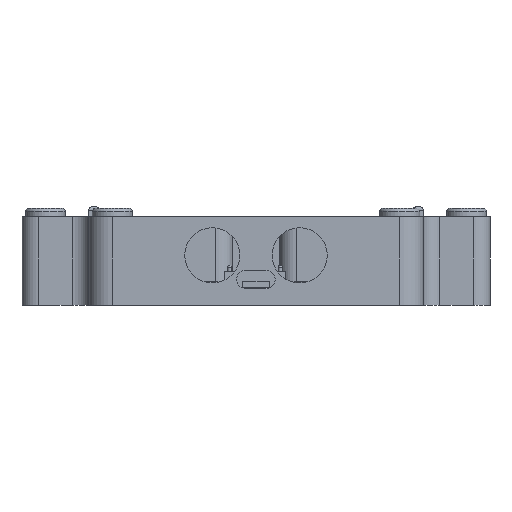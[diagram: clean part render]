
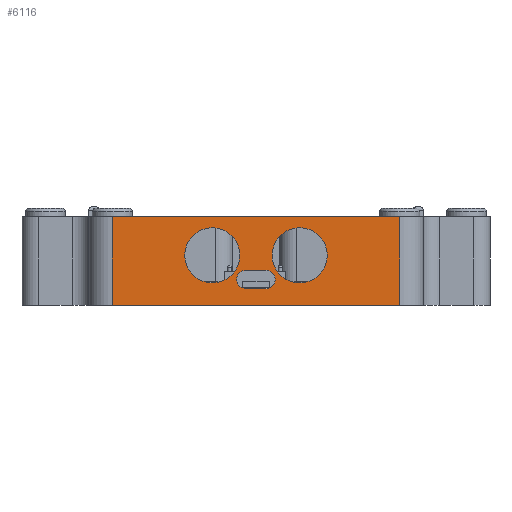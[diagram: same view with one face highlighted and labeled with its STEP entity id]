
A CAD part, left-side view. The second image highlights one B-rep face of the part: STEP entity #6116.
In plain terms, the highlighted planar face has unit normal (-1, 0, 0).
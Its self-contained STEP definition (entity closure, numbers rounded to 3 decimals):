
#140=FACE_BOUND('',#2348,.T.);
#141=FACE_BOUND('',#2349,.T.);
#142=FACE_BOUND('',#2350,.T.);
#335=PLANE('',#6731);
#414=LINE('',#8891,#986);
#471=LINE('',#9076,#1043);
#794=LINE('',#9993,#1366);
#864=LINE('',#10193,#1436);
#866=LINE('',#10201,#1438);
#895=LINE('',#10275,#1467);
#986=VECTOR('',#7074,10.);
#1043=VECTOR('',#7267,10.);
#1366=VECTOR('',#8146,10.);
#1436=VECTOR('',#8380,10.);
#1438=VECTOR('',#8390,10.);
#1467=VECTOR('',#8483,4.3);
#1909=FACE_OUTER_BOUND('',#2347,.T.);
#2347=EDGE_LOOP('',(#5627,#5628,#5629,#5630));
#2348=EDGE_LOOP('',(#5631));
#2349=EDGE_LOOP('',(#5632));
#2350=EDGE_LOOP('',(#5633,#5634,#5635,#5636));
#2641=CIRCLE('',#6694,2.75);
#2642=CIRCLE('',#6697,2.75);
#2644=CIRCLE('',#6701,8.25);
#2646=CIRCLE('',#6708,8.25);
#2770=VERTEX_POINT('',#8888);
#2771=VERTEX_POINT('',#8890);
#2830=VERTEX_POINT('',#9074);
#2831=VERTEX_POINT('',#9075);
#3190=VERTEX_POINT('',#10180);
#3193=VERTEX_POINT('',#10185);
#3195=VERTEX_POINT('',#10191);
#3197=VERTEX_POINT('',#10196);
#3198=VERTEX_POINT('',#10204);
#3204=VERTEX_POINT('',#10226);
#3360=EDGE_CURVE('',#2770,#2771,#414,.T.);
#3448=EDGE_CURVE('',#2830,#2831,#471,.T.);
#3900=EDGE_CURVE('',#2830,#2770,#794,.T.);
#3995=EDGE_CURVE('',#3190,#3193,#2641,.T.);
#3998=EDGE_CURVE('',#3193,#3195,#864,.T.);
#4000=EDGE_CURVE('',#3195,#3197,#2642,.T.);
#4002=EDGE_CURVE('',#3197,#3190,#866,.T.);
#4004=EDGE_CURVE('',#3198,#3198,#2644,.T.);
#4015=EDGE_CURVE('',#3204,#3204,#2646,.T.);
#4039=EDGE_CURVE('',#2771,#2831,#895,.T.);
#5627=ORIENTED_EDGE('',*,*,#3448,.T.);
#5628=ORIENTED_EDGE('',*,*,#4039,.F.);
#5629=ORIENTED_EDGE('',*,*,#3360,.F.);
#5630=ORIENTED_EDGE('',*,*,#3900,.F.);
#5631=ORIENTED_EDGE('',*,*,#4015,.T.);
#5632=ORIENTED_EDGE('',*,*,#4004,.T.);
#5633=ORIENTED_EDGE('',*,*,#3998,.T.);
#5634=ORIENTED_EDGE('',*,*,#4000,.T.);
#5635=ORIENTED_EDGE('',*,*,#4002,.T.);
#5636=ORIENTED_EDGE('',*,*,#3995,.T.);
#6116=ADVANCED_FACE('',(#1909,#140,#141,#142),#335,.F.);
#6694=AXIS2_PLACEMENT_3D('',#10187,#8374,#8375);
#6697=AXIS2_PLACEMENT_3D('',#10198,#8384,#8385);
#6701=AXIS2_PLACEMENT_3D('',#10205,#8394,#8395);
#6708=AXIS2_PLACEMENT_3D('',#10227,#8417,#8418);
#6731=AXIS2_PLACEMENT_3D('',#10274,#8481,#8482);
#7074=DIRECTION('',(0.,0.,1.));
#7267=DIRECTION('',(0.,0.,1.));
#8146=DIRECTION('',(0.,1.,0.));
#8374=DIRECTION('center_axis',(1.,0.,0.));
#8375=DIRECTION('ref_axis',(0.,0.,
-1.));
#8380=DIRECTION('',(0.,1.,0.));
#8384=DIRECTION('center_axis',(1.,0.,0.));
#8385=DIRECTION('ref_axis',(0.,0.,
-1.));
#8390=DIRECTION('',(0.,-1.,0.));
#8394=DIRECTION('center_axis',(1.,0.,0.));
#8395=DIRECTION('ref_axis',(0.,0.,
-1.));
#8417=DIRECTION('center_axis',(1.,0.,0.));
#8418=DIRECTION('ref_axis',(0.,0.,
-1.));
#8481=DIRECTION('center_axis',(1.,0.,0.));
#8482=DIRECTION('ref_axis',(0.,0.,-1.));
#8483=DIRECTION('',(0.,-1.,0.));
#8888=CARTESIAN_POINT('',(-95.,51.,0.));
#8890=CARTESIAN_POINT('',(-95.,51.,26.5));
#8891=CARTESIAN_POINT('',(-95.,51.,4.));
#9074=CARTESIAN_POINT('',(-95.,-35.,0.));
#9075=CARTESIAN_POINT('',(-95.,-35.,26.5));
#9076=CARTESIAN_POINT('',(-95.,-35.,4.));
#9993=CARTESIAN_POINT('',(-95.,29.5,0.));
#10180=CARTESIAN_POINT('',(-95.,5.031,10.512));
#10185=CARTESIAN_POINT('',(-95.,5.031,5.012));
#10187=CARTESIAN_POINT('Origin',(-95.,4.981,7.762));
#10191=CARTESIAN_POINT('',(-95.,11.031,5.012));
#10193=CARTESIAN_POINT('',(-95.,8.015,5.012));
#10196=CARTESIAN_POINT('',(-95.,11.031,10.512));
#10198=CARTESIAN_POINT('Origin',(-95.,11.031,7.762));
#10201=CARTESIAN_POINT('',(-95.,8.015,10.512));
#10204=CARTESIAN_POINT('',(-95.,21.081,23.212));
#10205=CARTESIAN_POINT('Origin',(-95.,21.081,14.962));
#10226=CARTESIAN_POINT('',(-95.,-5.069,23.212));
#10227=CARTESIAN_POINT('Origin',(-95.,-5.069,14.962));
#10274=CARTESIAN_POINT('Origin',(-95.,8.,15.25));
#10275=CARTESIAN_POINT('',(-95.,8.,26.5));
